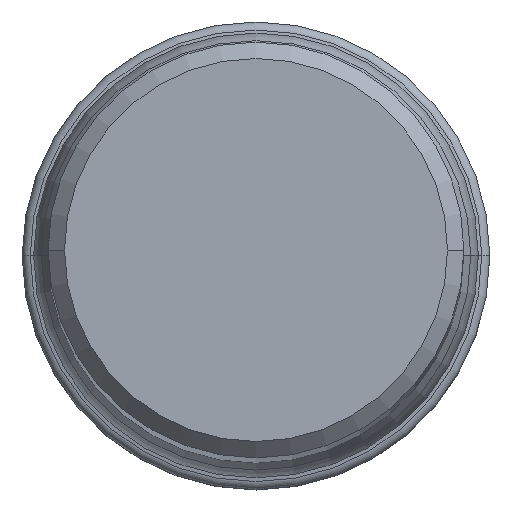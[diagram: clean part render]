
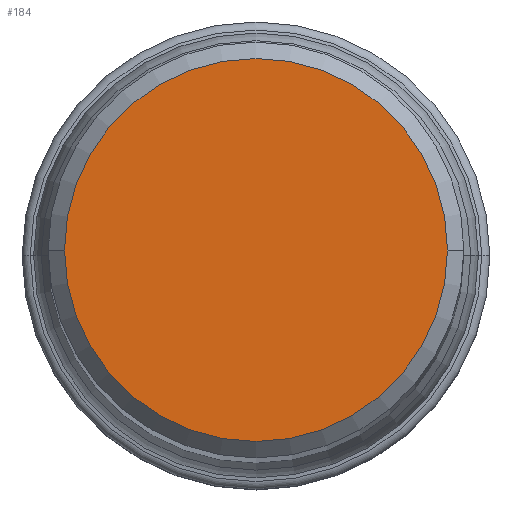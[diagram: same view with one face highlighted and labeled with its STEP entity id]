
A CAD part, top view. The second image highlights one B-rep face of the part: STEP entity #184.
In plain terms, the highlighted planar face has unit normal (0, 0, 1).
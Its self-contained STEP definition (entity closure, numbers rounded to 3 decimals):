
#30=PLANE('',#1234);
#184=ADVANCED_FACE('',(#251),#30,.F.);
#251=FACE_OUTER_BOUND('',#315,.T.);
#315=EDGE_LOOP('',(#546,#547,#548,#549));
#546=ORIENTED_EDGE('',*,*,#780,.T.);
#547=ORIENTED_EDGE('',*,*,#778,.T.);
#548=ORIENTED_EDGE('',*,*,#777,.T.);
#549=ORIENTED_EDGE('',*,*,#781,.T.);
#652=VERTEX_POINT('',#3194);
#653=VERTEX_POINT('',#3196);
#654=VERTEX_POINT('',#3198);
#655=VERTEX_POINT('',#3202);
#777=EDGE_CURVE('',#653,#652,#937,.T.);
#778=EDGE_CURVE('',#654,#653,#938,.T.);
#780=EDGE_CURVE('',#655,#654,#939,.T.);
#781=EDGE_CURVE('',#652,#655,#940,.T.);
#937=CIRCLE('',#1228,11.7);
#938=CIRCLE('',#1229,11.7);
#939=CIRCLE('',#1231,11.7);
#940=CIRCLE('',#1232,11.7);
#1228=AXIS2_PLACEMENT_3D('',#3195,#1519,#1520);
#1229=AXIS2_PLACEMENT_3D('',#3197,#1521,#1522);
#1231=AXIS2_PLACEMENT_3D('',#3201,#1526,#1527);
#1232=AXIS2_PLACEMENT_3D('',#3203,#1528,#1529);
#1234=AXIS2_PLACEMENT_3D('',#3205,#1532,#1533);
#1519=DIRECTION('',(0.,0.,1.));
#1520=DIRECTION('',(0.,-1.,0.));
#1521=DIRECTION('',(0.,0.,1.));
#1522=DIRECTION('',(-1.,0.,0.));
#1526=DIRECTION('',(0.,0.,1.));
#1527=DIRECTION('',(0.,1.,0.));
#1528=DIRECTION('',(0.,0.,1.));
#1529=DIRECTION('',(1.,0.,0.));
#1532=DIRECTION('',(0.,0.,-1.));
#1533=DIRECTION('',(1.,0.,0.));
#3194=CARTESIAN_POINT('',(11.7,0.,0.));
#3195=CARTESIAN_POINT('',(0.,0.,0.));
#3196=CARTESIAN_POINT('',(0.,-11.7,0.));
#3197=CARTESIAN_POINT('',(0.,0.,0.));
#3198=CARTESIAN_POINT('',(-11.7,0.,0.));
#3201=CARTESIAN_POINT('',(0.,0.,0.));
#3202=CARTESIAN_POINT('',(0.,11.7,0.));
#3203=CARTESIAN_POINT('',(0.,0.,0.));
#3205=CARTESIAN_POINT('',(0.,0.,0.));
